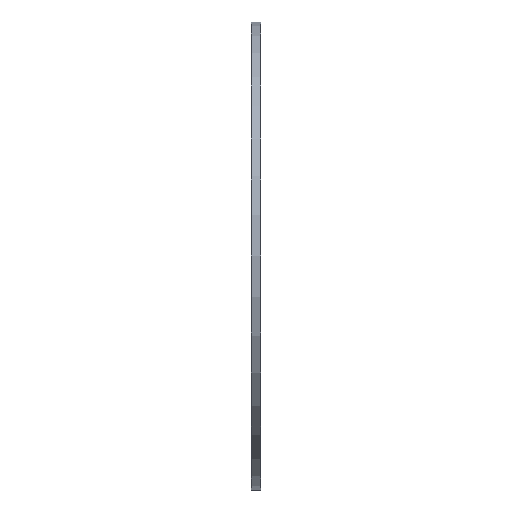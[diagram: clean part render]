
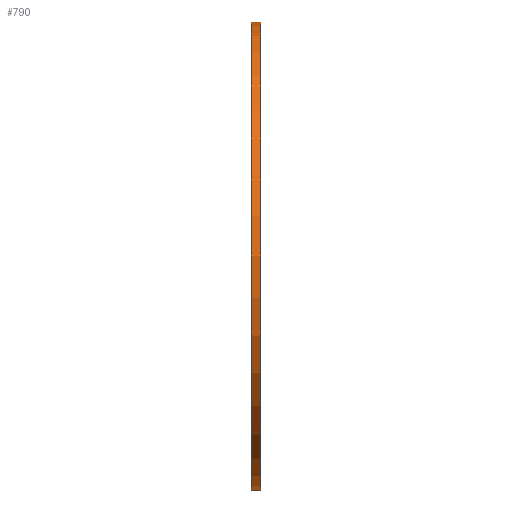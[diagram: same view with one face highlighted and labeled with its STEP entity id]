
A CAD part, front view. The second image highlights one B-rep face of the part: STEP entity #790.
In plain terms, the highlighted cylindrical face has radius 755.65 mm (diameter 1511.3 mm), a partial arc.
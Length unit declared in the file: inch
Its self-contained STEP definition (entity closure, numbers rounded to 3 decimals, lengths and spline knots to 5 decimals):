
#5 = VERTEX_POINT ( 'NONE', #1133 ) ;
#18 = CARTESIAN_POINT ( 'NONE',  ( 0., 0., 29.75 ) ) ;
#41 = AXIS2_PLACEMENT_3D ( 'NONE', #836, #1500, #1349 ) ;
#63 = EDGE_CURVE ( 'NONE', #5, #958, #763, .T. ) ;
#209 = CARTESIAN_POINT ( 'NONE',  ( 1.3125, 0., -29.75 ) ) ;
#227 = CARTESIAN_POINT ( 'NONE',  ( 0.0625, 0., 29.75 ) ) ;
#279 = AXIS2_PLACEMENT_3D ( 'NONE', #1596, #320, #842 ) ;
#320 = DIRECTION ( 'NONE',  ( -1., 0., 0. ) ) ;
#458 = ORIENTED_EDGE ( 'NONE', *, *, #1269, .F. ) ;
#583 = EDGE_CURVE ( 'NONE', #1206, #5, #672, .T. ) ;
#672 = CIRCLE ( 'NONE', #1021, 29.75 ) ;
#703 = ORIENTED_EDGE ( 'NONE', *, *, #63, .T. ) ;
#733 = VECTOR ( 'NONE', #904, 39.37008 ) ;
#747 = VERTEX_POINT ( 'NONE', #1246 ) ;
#751 = EDGE_LOOP ( 'NONE', ( #961, #1245, #703, #458 ) ) ;
#762 = CARTESIAN_POINT ( 'NONE',  ( 1.3125, 0., 0. ) ) ;
#763 = LINE ( 'NONE', #18, #733 ) ;
#768 = CARTESIAN_POINT ( 'NONE',  ( 0., 0., -29.75 ) ) ;
#790 = ADVANCED_FACE ( 'NONE', ( #844 ), #992, .T. ) ;
#836 = CARTESIAN_POINT ( 'NONE',  ( 0., 0., 0. ) ) ;
#842 = DIRECTION ( 'NONE',  ( 0., 0., 1. ) ) ;
#844 = FACE_OUTER_BOUND ( 'NONE', #751, .T. ) ;
#904 = DIRECTION ( 'NONE',  ( -1., 0., 0. ) ) ;
#947 = EDGE_CURVE ( 'NONE', #1206, #747, #1028, .T. ) ;
#958 = VERTEX_POINT ( 'NONE', #227 ) ;
#961 = ORIENTED_EDGE ( 'NONE', *, *, #947, .F. ) ;
#992 = CYLINDRICAL_SURFACE ( 'NONE', #41, 29.75 ) ;
#1007 = CIRCLE ( 'NONE', #279, 29.75 ) ;
#1021 = AXIS2_PLACEMENT_3D ( 'NONE', #762, #1634, #1272 ) ;
#1028 = LINE ( 'NONE', #768, #1166 ) ;
#1133 = CARTESIAN_POINT ( 'NONE',  ( 1.3125, 0., 29.75 ) ) ;
#1166 = VECTOR ( 'NONE', #1279, 39.37008 ) ;
#1206 = VERTEX_POINT ( 'NONE', #209 ) ;
#1245 = ORIENTED_EDGE ( 'NONE', *, *, #583, .T. ) ;
#1246 = CARTESIAN_POINT ( 'NONE',  ( 0.0625, 0., -29.75 ) ) ;
#1269 = EDGE_CURVE ( 'NONE', #747, #958, #1007, .T. ) ;
#1272 = DIRECTION ( 'NONE',  ( 0., 0., 1. ) ) ;
#1279 = DIRECTION ( 'NONE',  ( -1., 0., 0. ) ) ;
#1349 = DIRECTION ( 'NONE',  ( 0., 0., 1. ) ) ;
#1500 = DIRECTION ( 'NONE',  ( -1., 0., 0. ) ) ;
#1596 = CARTESIAN_POINT ( 'NONE',  ( 0.0625, 0., 0. ) ) ;
#1634 = DIRECTION ( 'NONE',  ( -1., 0., 0. ) ) ;
